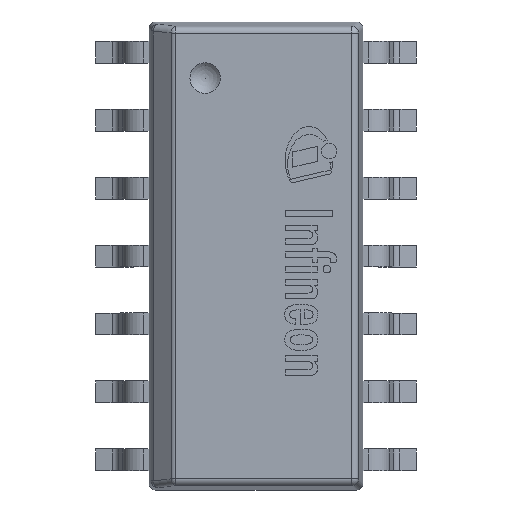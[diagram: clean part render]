
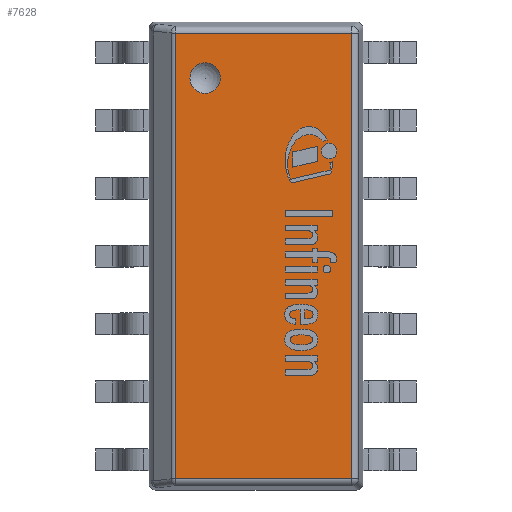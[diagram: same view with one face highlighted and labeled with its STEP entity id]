
A CAD part, top view. The second image highlights one B-rep face of the part: STEP entity #7628.
In plain terms, the highlighted planar face has unit normal (0, 0, 1).
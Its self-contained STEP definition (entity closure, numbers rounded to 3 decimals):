
#78=FACE_BOUND('',#2537,.T.);
#86=PLANE('',#8135);
#343=LINE('',#11453,#1104);
#345=LINE('',#11456,#1106);
#351=LINE('',#11468,#1112);
#353=LINE('',#11471,#1114);
#1104=VECTOR('',#8996,1.);
#1106=VECTOR('',#9000,1.);
#1112=VECTOR('',#9014,1.);
#1114=VECTOR('',#9018,1.);
#2082=FACE_OUTER_BOUND('',#2536,.T.);
#2536=EDGE_LOOP('',(#5360,#5361,#5362,#5363));
#2537=EDGE_LOOP('',(#5364));
#2993=CIRCLE('',#8136,0.286);
#3362=VERTEX_POINT('',#11419);
#3369=VERTEX_POINT('',#11435);
#3371=VERTEX_POINT('',#11440);
#3375=VERTEX_POINT('',#11449);
#3384=VERTEX_POINT('',#11505);
#4141=EDGE_CURVE('',#3371,#3375,#343,.T.);
#4143=EDGE_CURVE('',#3375,#3369,#345,.T.);
#4150=EDGE_CURVE('',#3362,#3371,#351,.T.);
#4152=EDGE_CURVE('',#3369,#3362,#353,.T.);
#4171=EDGE_CURVE('',#3384,#3384,#2993,.T.);
#5360=ORIENTED_EDGE('',*,*,#4141,.F.);
#5361=ORIENTED_EDGE('',*,*,#4150,.F.);
#5362=ORIENTED_EDGE('',*,*,#4152,.F.);
#5363=ORIENTED_EDGE('',*,*,#4143,.F.);
#5364=ORIENTED_EDGE('',*,*,#4171,.T.);
#7628=ADVANCED_FACE('',(#2082,#78),#86,.T.);
#8135=AXIS2_PLACEMENT_3D('',#11504,#9056,#9057);
#8136=AXIS2_PLACEMENT_3D('',#11506,#9058,#9059);
#8996=DIRECTION('',(-1.,0.,0.));
#9000=DIRECTION('',(0.,1.,0.));
#9014=DIRECTION('',(0.,-1.,0.));
#9018=DIRECTION('',(1.,0.,0.));
#9056=DIRECTION('center_axis',(0.,0.,1.));
#9057=DIRECTION('ref_axis',(0.,-1.,0.));
#9058=DIRECTION('center_axis',(0.,0.,-1.));
#9059=DIRECTION('ref_axis',(0.,-1.,0.));
#11419=CARTESIAN_POINT('',(1.791,4.166,1.75));
#11435=CARTESIAN_POINT('',(-1.504,4.166,1.75));
#11440=CARTESIAN_POINT('',(1.791,-4.166,1.75));
#11449=CARTESIAN_POINT('',(-1.504,-4.166,1.75));
#11453=CARTESIAN_POINT('',(-1.1,-4.166,1.75));
#11456=CARTESIAN_POINT('',(-1.504,-2.288,1.75));
#11468=CARTESIAN_POINT('',(1.791,-2.288,1.75));
#11471=CARTESIAN_POINT('',(-1.1,4.166,1.75));
#11504=CARTESIAN_POINT('Origin',(0.,0.,
1.75));
#11505=CARTESIAN_POINT('',(-0.95,3.611,1.75));
#11506=CARTESIAN_POINT('Origin',(-0.95,3.325,1.75));
